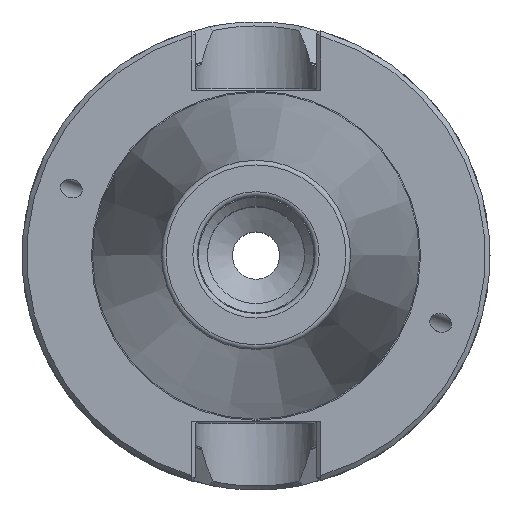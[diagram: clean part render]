
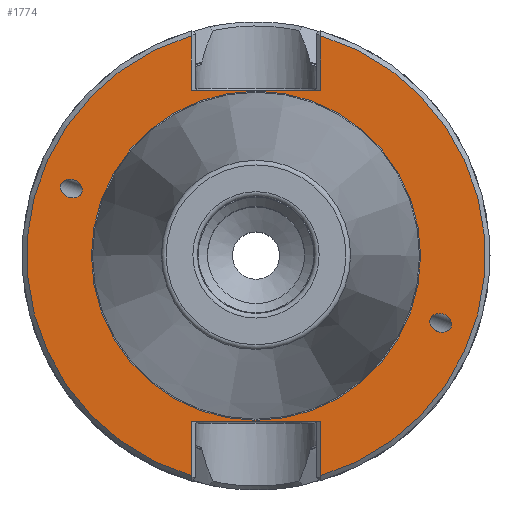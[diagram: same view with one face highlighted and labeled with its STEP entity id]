
A CAD part, top view. The second image highlights one B-rep face of the part: STEP entity #1774.
In plain terms, the highlighted planar face has unit normal (0, 0, 1).
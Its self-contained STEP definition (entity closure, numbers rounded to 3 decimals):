
#35=LINE('',#2443,#89);
#36=LINE('',#2445,#90);
#37=LINE('',#2447,#91);
#38=LINE('',#2451,#92);
#39=LINE('',#2453,#93);
#40=LINE('',#2455,#94);
#89=VECTOR('',#2029,1000.);
#90=VECTOR('',#2030,1000.);
#91=VECTOR('',#2031,1000.);
#92=VECTOR('',#2034,1000.);
#93=VECTOR('',#2035,1000.);
#94=VECTOR('',#2036,1000.);
#143=ELLIPSE('',#1868,2.381,1.95);
#144=ELLIPSE('',#1871,2.381,1.95);
#149=PLANE('',#1867);
#250=ORIENTED_EDGE('',*,*,#580,.F.);
#251=ORIENTED_EDGE('',*,*,#581,.T.);
#252=ORIENTED_EDGE('',*,*,#582,.T.);
#253=ORIENTED_EDGE('',*,*,#583,.T.);
#254=ORIENTED_EDGE('',*,*,#584,.T.);
#255=ORIENTED_EDGE('',*,*,#585,.T.);
#256=ORIENTED_EDGE('',*,*,#586,.T.);
#257=ORIENTED_EDGE('',*,*,#587,.T.);
#258=ORIENTED_EDGE('',*,*,#588,.T.);
#259=ORIENTED_EDGE('',*,*,#589,.F.);
#260=ORIENTED_EDGE('',*,*,#590,.F.);
#580=EDGE_CURVE('',#745,#745,#143,.T.);
#581=EDGE_CURVE('',#746,#747,#862,.T.);
#582=EDGE_CURVE('',#747,#748,#35,.T.);
#583=EDGE_CURVE('',#748,#749,#36,.T.);
#584=EDGE_CURVE('',#749,#750,#37,.T.);
#585=EDGE_CURVE('',#750,#751,#863,.T.);
#586=EDGE_CURVE('',#751,#752,#38,.T.);
#587=EDGE_CURVE('',#752,#753,#39,.T.);
#588=EDGE_CURVE('',#753,#746,#40,.T.);
#589=EDGE_CURVE('',#754,#754,#144,.T.);
#590=EDGE_CURVE('',#755,#755,#864,.T.);
#745=VERTEX_POINT('',#2439);
#746=VERTEX_POINT('',#2441);
#747=VERTEX_POINT('',#2442);
#748=VERTEX_POINT('',#2444);
#749=VERTEX_POINT('',#2446);
#750=VERTEX_POINT('',#2448);
#751=VERTEX_POINT('',#2450);
#752=VERTEX_POINT('',#2452);
#753=VERTEX_POINT('',#2454);
#754=VERTEX_POINT('',#2457);
#755=VERTEX_POINT('',#2459);
#862=CIRCLE('',#1869,49.);
#863=CIRCLE('',#1870,49.);
#864=CIRCLE('',#1872,35.164);
#923=EDGE_LOOP('',(#250));
#924=EDGE_LOOP('',(#251,#252,#253,#254,#255,#256,#257,#258));
#925=EDGE_LOOP('',(#259));
#926=EDGE_LOOP('',(#260));
#1049=FACE_BOUND('',#923,.T.);
#1050=FACE_BOUND('',#924,.T.);
#1051=FACE_BOUND('',#925,.T.);
#1052=FACE_BOUND('',#926,.T.);
#1774=ADVANCED_FACE('',(#1049,#1050,#1051,#1052),#149,.T.);
#1867=AXIS2_PLACEMENT_3D('',#2437,#2023,#2024);
#1868=AXIS2_PLACEMENT_3D('',#2438,#2025,#2026);
#1869=AXIS2_PLACEMENT_3D('',#2440,#2027,#2028);
#1870=AXIS2_PLACEMENT_3D('',#2449,#2032,#2033);
#1871=AXIS2_PLACEMENT_3D('',#2456,#2037,#2038);
#1872=AXIS2_PLACEMENT_3D('',#2458,#2039,#2040);
#2023=DIRECTION('',(0.,0.,1.));
#2024=DIRECTION('',(1.,0.,0.));
#2025=DIRECTION('',(0.,0.,1.));
#2026=DIRECTION('',(0.94,-0.342,0.));
#2027=DIRECTION('',(0.,0.,1.));
#2028=DIRECTION('',(1.,0.,0.));
#2029=DIRECTION('',(0.,1.,0.));
#2030=DIRECTION('',(1.,0.,0.));
#2031=DIRECTION('',(0.,-1.,0.));
#2032=DIRECTION('',(0.,0.,1.));
#2033=DIRECTION('',(1.,0.,0.));
#2034=DIRECTION('',(0.,-1.,0.));
#2035=DIRECTION('',(-1.,0.,0.));
#2036=DIRECTION('',(0.,1.,0.));
#2037=DIRECTION('',(0.,0.,1.));
#2038=DIRECTION('',(-0.94,0.342,0.));
#2039=DIRECTION('',(0.,0.,1.));
#2040=DIRECTION('',(1.,0.,0.));
#2437=CARTESIAN_POINT('',(35.164,0.,-3.));
#2438=CARTESIAN_POINT('',(-39.467,14.365,-3.));
#2439=CARTESIAN_POINT('',(-37.23,13.551,-3.));
#2440=CARTESIAN_POINT('',(0.,0.,-3.));
#2441=CARTESIAN_POINT('',(-13.85,47.002,-3.));
#2442=CARTESIAN_POINT('',(-13.85,-47.002,-3.));
#2443=CARTESIAN_POINT('',(-13.85,0.,-3.));
#2444=CARTESIAN_POINT('',(-13.85,-35.35,-3.));
#2445=CARTESIAN_POINT('',(35.164,-35.35,-3.));
#2446=CARTESIAN_POINT('',(13.85,-35.35,-3.));
#2447=CARTESIAN_POINT('',(13.85,0.,-3.));
#2448=CARTESIAN_POINT('',(13.85,-47.002,-3.));
#2449=CARTESIAN_POINT('',(0.,0.,-3.));
#2450=CARTESIAN_POINT('',(13.85,47.002,-3.));
#2451=CARTESIAN_POINT('',(13.85,0.,-3.));
#2452=CARTESIAN_POINT('',(13.85,35.35,-3.));
#2453=CARTESIAN_POINT('',(35.164,35.35,-3.));
#2454=CARTESIAN_POINT('',(-13.85,35.35,-3.));
#2455=CARTESIAN_POINT('',(-13.85,0.,-3.));
#2456=CARTESIAN_POINT('',(39.467,-14.365,-3.));
#2457=CARTESIAN_POINT('',(37.23,-13.551,-3.));
#2458=CARTESIAN_POINT('',(0.,0.,-3.));
#2459=CARTESIAN_POINT('',(35.164,0.,-3.));
